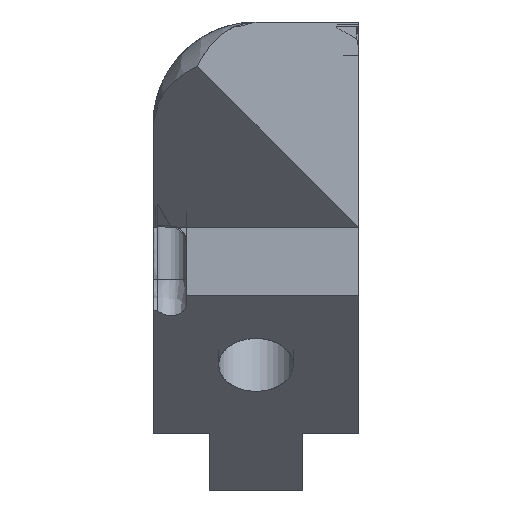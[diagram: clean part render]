
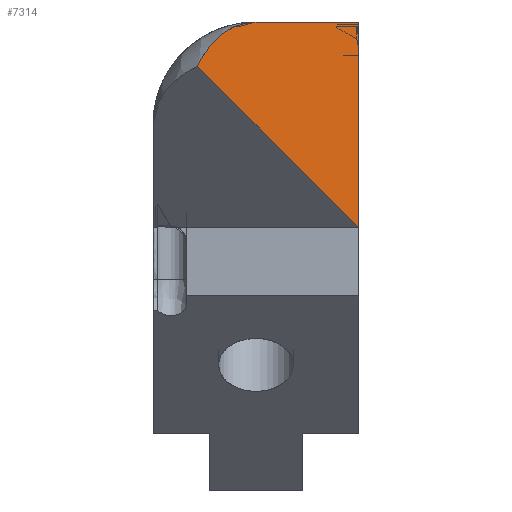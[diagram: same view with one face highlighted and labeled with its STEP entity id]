
A CAD part, front view. The second image highlights one B-rep face of the part: STEP entity #7314.
In plain terms, the highlighted free-form (B-spline) face has degree [1, 1] with [3, 2] control points.
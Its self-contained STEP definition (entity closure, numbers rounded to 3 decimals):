
#32=LINE('',#10417,#60);
#60=VECTOR('',#8267,10.);
#575=FACE_OUTER_BOUND('',#883,.T.);
#883=EDGE_LOOP('',(#5657,#5658,#5659,#5660,#5661,#5662,#5663,#5664,#5665,
#5666));
#1294=B_SPLINE_CURVE_WITH_KNOTS('',3,(#10395,#10396,#10397,#10398,#10399,
#10400,#10401,#10402,#10403,#10404,#10405,#10406,#10407),.UNSPECIFIED.,
 .F.,.F.,(4,3,3,3,4),(0.,0.027,0.054,0.098,
0.141),.UNSPECIFIED.);
#1295=B_SPLINE_CURVE_WITH_KNOTS('',3,(#10409,#10410,#10411,#10412,#10413,
#10414,#10415),.UNSPECIFIED.,.F.,.F.,(4,3,4),(-0.037,-0.018,
0.),.UNSPECIFIED.);
#1296=B_SPLINE_CURVE_WITH_KNOTS('',3,(#10419,#10420,#10421,#10422,#10423,
#10424,#10425),.UNSPECIFIED.,.F.,.F.,(4,3,4),(-0.028,-0.019,
0.),.UNSPECIFIED.);
#1297=B_SPLINE_CURVE_WITH_KNOTS('',3,(#10427,#10428,#10429,#10430),
 .UNSPECIFIED.,.F.,.F.,(4,4),(0.,1.533),.UNSPECIFIED.);
#1298=B_SPLINE_CURVE_WITH_KNOTS('',3,(#10432,#10433,#10434,#10435,#10436,
#10437,#10438),.UNSPECIFIED.,.F.,.F.,(4,3,4),(0.,0.529,1.057),
 .UNSPECIFIED.);
#1299=B_SPLINE_CURVE_WITH_KNOTS('',3,(#10440,#10441,#10442,#10443),
 .UNSPECIFIED.,.F.,.F.,(4,4),(0.,1.088),.UNSPECIFIED.);
#1300=B_SPLINE_CURVE_WITH_KNOTS('',3,(#10445,#10446,#10447,#10448),
 .UNSPECIFIED.,.F.,.F.,(4,4),(0.,1.905),.UNSPECIFIED.);
#1301=B_SPLINE_CURVE_WITH_KNOTS('',1,(#10450,#10451),.UNSPECIFIED.,.F.,
 .F.,(2,2),(-0.691,-0.183),.UNSPECIFIED.);
#1302=B_SPLINE_CURVE_WITH_KNOTS('',3,(#10452,#10453,#10454,#10455),
 .UNSPECIFIED.,.F.,.F.,(4,4),(-0.049,0.),.UNSPECIFIED.);
#2669=VERTEX_POINT('',#10393);
#2670=VERTEX_POINT('',#10394);
#2671=VERTEX_POINT('',#10408);
#2672=VERTEX_POINT('',#10416);
#2673=VERTEX_POINT('',#10418);
#2674=VERTEX_POINT('',#10426);
#2675=VERTEX_POINT('',#10431);
#2676=VERTEX_POINT('',#10439);
#2677=VERTEX_POINT('',#10444);
#2678=VERTEX_POINT('',#10449);
#4158=EDGE_CURVE('',#2669,#2670,#1294,.T.);
#4159=EDGE_CURVE('',#2670,#2671,#1295,.T.);
#4160=EDGE_CURVE('',#2671,#2672,#32,.T.);
#4161=EDGE_CURVE('',#2672,#2673,#1296,.T.);
#4162=EDGE_CURVE('',#2673,#2674,#1297,.T.);
#4163=EDGE_CURVE('',#2674,#2675,#1298,.T.);
#4164=EDGE_CURVE('',#2675,#2676,#1299,.T.);
#4165=EDGE_CURVE('',#2676,#2677,#1300,.T.);
#4166=EDGE_CURVE('',#2677,#2678,#1301,.T.);
#4167=EDGE_CURVE('',#2678,#2669,#1302,.T.);
#5657=ORIENTED_EDGE('',*,*,#4158,.T.);
#5658=ORIENTED_EDGE('',*,*,#4159,.T.);
#5659=ORIENTED_EDGE('',*,*,#4160,.T.);
#5660=ORIENTED_EDGE('',*,*,#4161,.T.);
#5661=ORIENTED_EDGE('',*,*,#4162,.T.);
#5662=ORIENTED_EDGE('',*,*,#4163,.T.);
#5663=ORIENTED_EDGE('',*,*,#4164,.T.);
#5664=ORIENTED_EDGE('',*,*,#4165,.T.);
#5665=ORIENTED_EDGE('',*,*,#4166,.T.);
#5666=ORIENTED_EDGE('',*,*,#4167,.T.);
#7062=B_SPLINE_SURFACE_WITH_KNOTS('',1,1,((#10387,#10388),(#10389,#10390),
(#10391,#10392)),.UNSPECIFIED.,.F.,.F.,.F.,(2,1,2),(2,2),(-0.999,
-0.535,0.),(0.,1.),.UNSPECIFIED.);
#7314=ADVANCED_FACE('',(#575),#7062,.T.);
#8267=DIRECTION('',(0.,0.,1.));
#10387=CARTESIAN_POINT('Ctrl Pts',(50.461,-169.852,279.508));
#10388=CARTESIAN_POINT('Ctrl Pts',(50.461,-169.852,240.762));
#10389=CARTESIAN_POINT('Ctrl Pts',(39.284,-181.029,290.686));
#10390=CARTESIAN_POINT('Ctrl Pts',(39.284,-181.029,251.94));
#10391=CARTESIAN_POINT('Ctrl Pts',(26.406,-193.905,303.563));
#10392=CARTESIAN_POINT('Ctrl Pts',(26.406,-193.905,264.817));
#10393=CARTESIAN_POINT('',(50.23,-170.083,273.033));
#10394=CARTESIAN_POINT('',(50.123,-170.19,274.431));
#10395=CARTESIAN_POINT('Ctrl Pts',(50.23,-170.083,273.033));
#10396=CARTESIAN_POINT('Ctrl Pts',(50.231,-170.082,273.111));
#10397=CARTESIAN_POINT('Ctrl Pts',(50.221,-170.092,273.219));
#10398=CARTESIAN_POINT('Ctrl Pts',(50.214,-170.099,273.304));
#10399=CARTESIAN_POINT('Ctrl Pts',(50.204,-170.108,273.411));
#10400=CARTESIAN_POINT('Ctrl Pts',(50.2,-170.112,273.467));
#10401=CARTESIAN_POINT('Ctrl Pts',(50.193,-170.12,273.573));
#10402=CARTESIAN_POINT('Ctrl Pts',(50.18,-170.133,273.743));
#10403=CARTESIAN_POINT('Ctrl Pts',(50.173,-170.14,273.831));
#10404=CARTESIAN_POINT('Ctrl Pts',(50.158,-170.154,274.003));
#10405=CARTESIAN_POINT('Ctrl Pts',(50.146,-170.166,274.146));
#10406=CARTESIAN_POINT('Ctrl Pts',(50.135,-170.178,274.288));
#10407=CARTESIAN_POINT('Ctrl Pts',(50.123,-170.19,274.431));
#10408=CARTESIAN_POINT('',(50.284,-170.029,274.698));
#10409=CARTESIAN_POINT('Ctrl Pts',(50.123,-170.19,274.431));
#10410=CARTESIAN_POINT('Ctrl Pts',(50.161,-170.151,274.462));
#10411=CARTESIAN_POINT('Ctrl Pts',(50.193,-170.119,274.49));
#10412=CARTESIAN_POINT('Ctrl Pts',(50.224,-170.088,274.539));
#10413=CARTESIAN_POINT('Ctrl Pts',(50.248,-170.065,274.577));
#10414=CARTESIAN_POINT('Ctrl Pts',(50.274,-170.039,274.635));
#10415=CARTESIAN_POINT('Ctrl Pts',(50.284,-170.029,274.698));
#10416=CARTESIAN_POINT('',(50.284,-170.029,274.788));
#10417=CARTESIAN_POINT('',(50.284,-170.029,274.698));
#10418=CARTESIAN_POINT('',(50.122,-170.19,274.925));
#10419=CARTESIAN_POINT('Ctrl Pts',(50.284,-170.029,274.788));
#10420=CARTESIAN_POINT('Ctrl Pts',(50.278,-170.034,274.816));
#10421=CARTESIAN_POINT('Ctrl Pts',(50.268,-170.045,274.844));
#10422=CARTESIAN_POINT('Ctrl Pts',(50.247,-170.066,274.868));
#10423=CARTESIAN_POINT('Ctrl Pts',(50.206,-170.107,274.916));
#10424=CARTESIAN_POINT('Ctrl Pts',(50.154,-170.159,274.925));
#10425=CARTESIAN_POINT('Ctrl Pts',(50.122,-170.19,274.925));
#10426=CARTESIAN_POINT('',(39.284,-181.029,274.925));
#10427=CARTESIAN_POINT('Ctrl Pts',(50.122,-170.19,274.925));
#10428=CARTESIAN_POINT('Ctrl Pts',(46.51,-173.803,274.925));
#10429=CARTESIAN_POINT('Ctrl Pts',(42.897,-177.416,274.925));
#10430=CARTESIAN_POINT('Ctrl Pts',(39.284,-181.029,274.925));
#10431=CARTESIAN_POINT('',(33.001,-187.311,270.208));
#10432=CARTESIAN_POINT('Ctrl Pts',(39.284,-181.029,274.925));
#10433=CARTESIAN_POINT('Ctrl Pts',(37.966,-182.346,274.925));
#10434=CARTESIAN_POINT('Ctrl Pts',(36.77,-183.542,274.473));
#10435=CARTESIAN_POINT('Ctrl Pts',(35.726,-184.586,273.681));
#10436=CARTESIAN_POINT('Ctrl Pts',(34.666,-185.646,272.876));
#10437=CARTESIAN_POINT('Ctrl Pts',(33.74,-186.572,271.7));
#10438=CARTESIAN_POINT('Ctrl Pts',(33.001,-187.311,270.208));
#10439=CARTESIAN_POINT('',(39.284,-181.029,263.925));
#10440=CARTESIAN_POINT('Ctrl Pts',(33.001,-187.311,270.208));
#10441=CARTESIAN_POINT('Ctrl Pts',(35.095,-185.217,268.114));
#10442=CARTESIAN_POINT('Ctrl Pts',(37.189,-183.123,266.019));
#10443=CARTESIAN_POINT('Ctrl Pts',(39.284,-181.029,263.925));
#10444=CARTESIAN_POINT('',(50.284,-170.029,252.925));
#10445=CARTESIAN_POINT('Ctrl Pts',(39.284,-181.029,263.925));
#10446=CARTESIAN_POINT('Ctrl Pts',(42.95,-177.362,260.258));
#10447=CARTESIAN_POINT('Ctrl Pts',(46.617,-173.696,256.592));
#10448=CARTESIAN_POINT('Ctrl Pts',(50.284,-170.029,252.925));
#10449=CARTESIAN_POINT('',(50.284,-170.029,272.59));
#10450=CARTESIAN_POINT('Ctrl Pts',(50.284,-170.029,252.925));
#10451=CARTESIAN_POINT('Ctrl Pts',(50.284,-170.029,272.59));
#10452=CARTESIAN_POINT('Ctrl Pts',(50.284,-170.029,272.59));
#10453=CARTESIAN_POINT('Ctrl Pts',(50.242,-170.07,272.746));
#10454=CARTESIAN_POINT('Ctrl Pts',(50.227,-170.085,272.896));
#10455=CARTESIAN_POINT('Ctrl Pts',(50.23,-170.083,273.033));
